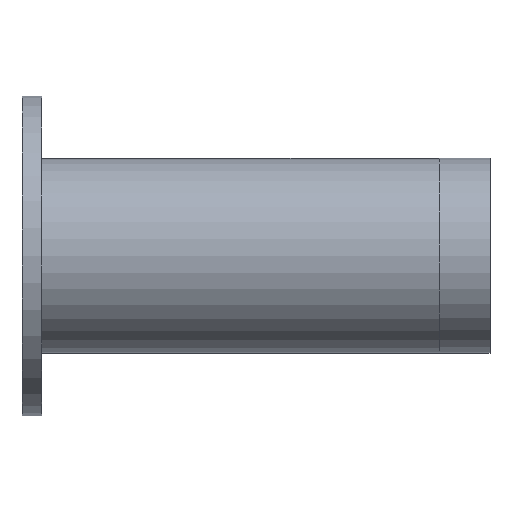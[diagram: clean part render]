
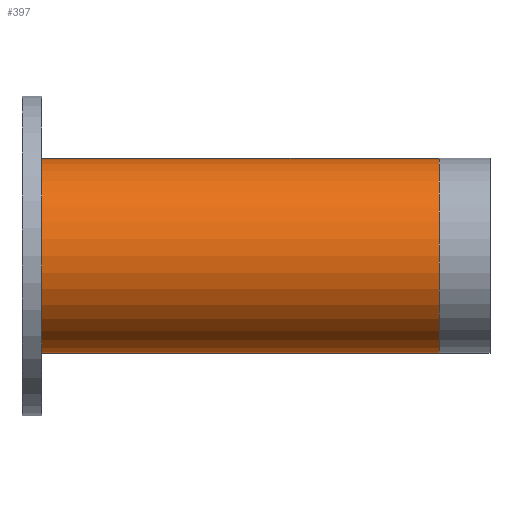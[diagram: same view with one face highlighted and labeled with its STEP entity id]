
A CAD part, top view. The second image highlights one B-rep face of the part: STEP entity #397.
In plain terms, the highlighted cylindrical face has radius 25 mm (diameter 50 mm), a partial arc.
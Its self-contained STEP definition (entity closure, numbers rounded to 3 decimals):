
#41=CIRCLE('',#444,25.);
#42=CIRCLE('',#447,25.);
#54=CYLINDRICAL_SURFACE('',#446,25.);
#69=FACE_OUTER_BOUND('',#92,.T.);
#92=EDGE_LOOP('',(#330,#331,#332,#333));
#135=LINE('',#660,#169);
#139=LINE('',#668,#173);
#169=VECTOR('',#541,10.);
#173=VECTOR('',#547,10.);
#205=VERTEX_POINT('',#653);
#206=VERTEX_POINT('',#655);
#207=VERTEX_POINT('',#659);
#210=VERTEX_POINT('',#667);
#252=EDGE_CURVE('',#206,#205,#41,.T.);
#254=EDGE_CURVE('',#207,#206,#135,.T.);
#258=EDGE_CURVE('',#205,#210,#139,.T.);
#259=EDGE_CURVE('',#207,#210,#42,.T.);
#330=ORIENTED_EDGE('',*,*,#252,.T.);
#331=ORIENTED_EDGE('',*,*,#258,.T.);
#332=ORIENTED_EDGE('',*,*,#259,.F.);
#333=ORIENTED_EDGE('',*,*,#254,.T.);
#397=ADVANCED_FACE('',(#69),#54,.T.);
#444=AXIS2_PLACEMENT_3D('',#656,#536,#537);
#446=AXIS2_PLACEMENT_3D('',#666,#545,#546);
#447=AXIS2_PLACEMENT_3D('',#669,#548,#549);
#536=DIRECTION('center_axis',(1.,0.,0.));
#537=DIRECTION('ref_axis',(0.,-1.,0.));
#541=DIRECTION('',(-1.,0.,0.));
#545=DIRECTION('center_axis',(1.,0.,0.));
#546=DIRECTION('ref_axis',(0.,-1.,0.));
#547=DIRECTION('',(1.,0.,0.));
#548=DIRECTION('center_axis',(1.,0.,0.));
#549=DIRECTION('ref_axis',(0.,-1.,0.));
#653=CARTESIAN_POINT('',(5.,0.,3.));
#655=CARTESIAN_POINT('',(5.,50.,3.));
#656=CARTESIAN_POINT('Origin',(5.,25.,3.));
#659=CARTESIAN_POINT('',(107.,50.,3.));
#660=CARTESIAN_POINT('',(120.,50.,3.));
#666=CARTESIAN_POINT('Origin',(0.,25.,3.));
#667=CARTESIAN_POINT('',(107.,0.,3.));
#668=CARTESIAN_POINT('',(0.,0.,3.));
#669=CARTESIAN_POINT('Origin',(107.,25.,3.));
